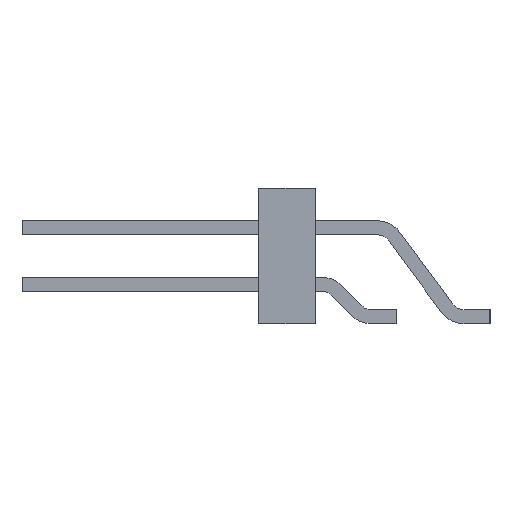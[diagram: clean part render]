
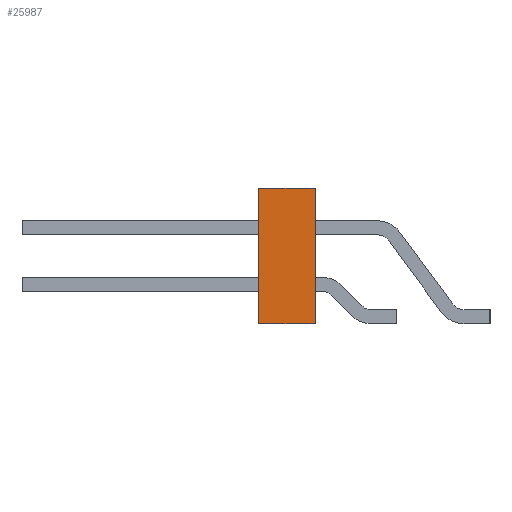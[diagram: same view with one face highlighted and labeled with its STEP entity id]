
A CAD part, left-side view. The second image highlights one B-rep face of the part: STEP entity #25987.
In plain terms, the highlighted face is planar.
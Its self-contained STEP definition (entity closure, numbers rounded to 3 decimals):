
#3106 = VERTEX_POINT('',#3107);
#3107 = CARTESIAN_POINT('',(25.4,3.048,1.27));
#3113 = EDGE_CURVE('',#3106,#3114,#3116,.T.);
#3114 = VERTEX_POINT('',#3115);
#3115 = CARTESIAN_POINT('',(25.4,3.048,-1.27));
#3116 = LINE('',#3117,#3118);
#3117 = CARTESIAN_POINT('',(25.4,3.048,1.27));
#3118 = VECTOR('',#3119,1.);
#3119 = DIRECTION('',(0.,0.,-1.));
#11332 = VERTEX_POINT('',#11333);
#11333 = CARTESIAN_POINT('',(25.4,-3.048,-1.27));
#11339 = EDGE_CURVE('',#11340,#11332,#11342,.T.);
#11340 = VERTEX_POINT('',#11341);
#11341 = CARTESIAN_POINT('',(25.4,-3.048,1.27));
#11342 = LINE('',#11343,#11344);
#11343 = CARTESIAN_POINT('',(25.4,-3.048,1.27));
#11344 = VECTOR('',#11345,1.);
#11345 = DIRECTION('',(0.,0.,-1.));
#19825 = EDGE_CURVE('',#11340,#3106,#19826,.T.);
#19826 = LINE('',#19827,#19828);
#19827 = CARTESIAN_POINT('',(25.4,-3.048,1.27));
#19828 = VECTOR('',#19829,1.);
#19829 = DIRECTION('',(0.,1.,0.));
#23244 = EDGE_CURVE('',#11332,#3114,#23245,.T.);
#23245 = LINE('',#23246,#23247);
#23246 = CARTESIAN_POINT('',(25.4,-3.048,-1.27));
#23247 = VECTOR('',#23248,1.);
#23248 = DIRECTION('',(0.,1.,0.));
#25987 = ADVANCED_FACE('',(#25988),#25994,.F.);
#25988 = FACE_BOUND('',#25989,.T.);
#25989 = EDGE_LOOP('',(#25990,#25991,#25992,#25993));
#25990 = ORIENTED_EDGE('',*,*,#23244,.T.);
#25991 = ORIENTED_EDGE('',*,*,#3113,.F.);
#25992 = ORIENTED_EDGE('',*,*,#19825,.F.);
#25993 = ORIENTED_EDGE('',*,*,#11339,.T.);
#25994 = PLANE('',#25995);
#25995 = AXIS2_PLACEMENT_3D('',#25996,#25997,#25998);
#25996 = CARTESIAN_POINT('',(25.4,-3.048,1.27));
#25997 = DIRECTION('',(-1.,0.,0.));
#25998 = DIRECTION('',(0.,0.,1.));
